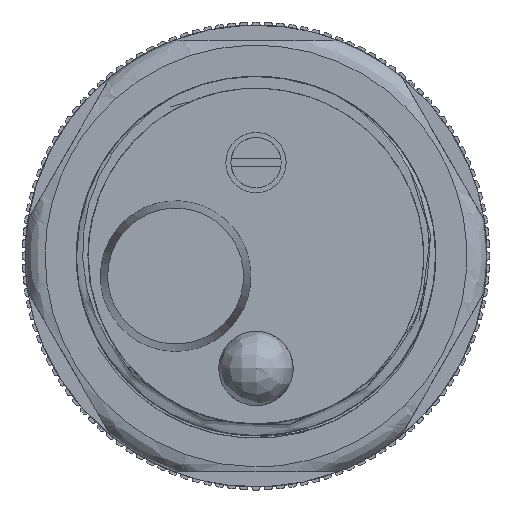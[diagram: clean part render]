
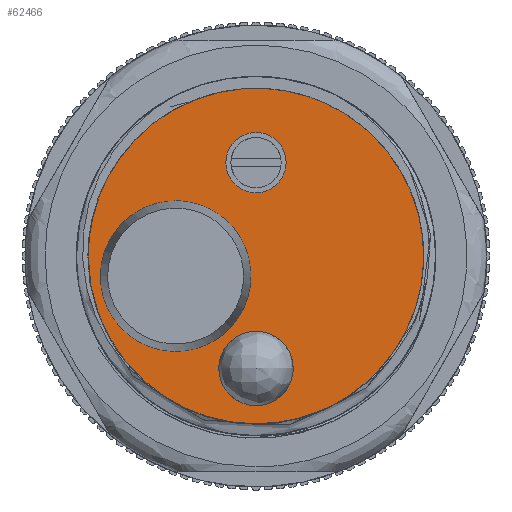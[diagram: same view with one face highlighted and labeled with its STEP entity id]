
A CAD part, left-side view. The second image highlights one B-rep face of the part: STEP entity #62466.
In plain terms, the highlighted free-form (B-spline) face has degree [1, 1] with [2, 2] control points.
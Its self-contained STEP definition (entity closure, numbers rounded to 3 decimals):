
#62019 = VERTEX_POINT('',#62020);
#62020 = CARTESIAN_POINT('',(-46.221,7.654,
    8.889));
#62025 = EDGE_CURVE('',#62019,#62019,#62026,.T.);
#62026 = ( BOUNDED_CURVE() B_SPLINE_CURVE(2,(#62027,#62028,#62029,#62030
    ,#62031,#62032,#62033),.UNSPECIFIED.,.T.,.F.) 
B_SPLINE_CURVE_WITH_KNOTS((3,2,2,3),(3.142,5.236,
7.33,9.425),.PIECEWISE_BEZIER_KNOTS.) CURVE() 
GEOMETRIC_REPRESENTATION_ITEM() RATIONAL_B_SPLINE_CURVE((1.,0.5,1.,0.5,
1.,0.5,1.)) REPRESENTATION_ITEM('') );
#62027 = CARTESIAN_POINT('',(-46.221,7.654,
    8.889));
#62028 = CARTESIAN_POINT('',(-46.221,7.654,
    15.303));
#62029 = CARTESIAN_POINT('',(-46.221,2.099,
    12.096));
#62030 = CARTESIAN_POINT('',(-46.221,-3.457,
    8.889));
#62031 = CARTESIAN_POINT('',(-46.221,2.099,
    5.681));
#62032 = CARTESIAN_POINT('',(-46.221,7.654,
    2.474));
#62033 = CARTESIAN_POINT('',(-46.221,7.654,
    8.889));
#62129 = VERTEX_POINT('',#62130);
#62130 = CARTESIAN_POINT('',(-46.221,1.827,
    4.346));
#62135 = EDGE_CURVE('',#62129,#62129,#62136,.T.);
#62136 = ( BOUNDED_CURVE() B_SPLINE_CURVE(2,(#62137,#62138,#62139,#62140
    ,#62141,#62142,#62143),.UNSPECIFIED.,.T.,.F.) 
B_SPLINE_CURVE_WITH_KNOTS((3,2,2,3),(3.142,5.236,
7.33,9.425),.PIECEWISE_BEZIER_KNOTS.) CURVE() 
GEOMETRIC_REPRESENTATION_ITEM() RATIONAL_B_SPLINE_CURVE((1.,0.5,1.,0.5,
1.,0.5,1.)) REPRESENTATION_ITEM('') );
#62137 = CARTESIAN_POINT('',(-46.221,1.827,
    4.346));
#62138 = CARTESIAN_POINT('',(-46.221,1.827,
    7.51));
#62139 = CARTESIAN_POINT('',(-46.221,-0.914,
    5.928));
#62140 = CARTESIAN_POINT('',(-46.221,-3.654,
    4.346));
#62141 = CARTESIAN_POINT('',(-46.221,-0.914,
    2.763));
#62142 = CARTESIAN_POINT('',(-46.221,1.827,
    1.181));
#62143 = CARTESIAN_POINT('',(-46.221,1.827,
    4.346));
#62355 = VERTEX_POINT('',#62356);
#62356 = CARTESIAN_POINT('',(-46.221,1.481,
    14.469));
#62374 = EDGE_CURVE('',#62355,#62355,#62375,.T.);
#62375 = ( BOUNDED_CURVE() B_SPLINE_CURVE(2,(#62376,#62377,#62378,#62379
    ,#62380,#62381,#62382),.UNSPECIFIED.,.T.,.F.) 
B_SPLINE_CURVE_WITH_KNOTS((3,2,2,3),(3.142,5.236,
7.33,9.425),.PIECEWISE_BEZIER_KNOTS.) CURVE() 
GEOMETRIC_REPRESENTATION_ITEM() RATIONAL_B_SPLINE_CURVE((1.,0.5,1.,0.5,
1.,0.5,1.)) REPRESENTATION_ITEM('') );
#62376 = CARTESIAN_POINT('',(-46.221,1.481,
    14.469));
#62377 = CARTESIAN_POINT('',(-46.221,1.481,
    17.035));
#62378 = CARTESIAN_POINT('',(-46.221,-0.741,
    15.752));
#62379 = CARTESIAN_POINT('',(-46.221,-2.963,
    14.469));
#62380 = CARTESIAN_POINT('',(-46.221,-0.741,
    13.186));
#62381 = CARTESIAN_POINT('',(-46.221,1.481,
    11.903));
#62382 = CARTESIAN_POINT('',(-46.221,1.481,
    14.469));
#62418 = EDGE_CURVE('',#62419,#62419,#62421,.T.);
#62419 = VERTEX_POINT('',#62420);
#62420 = CARTESIAN_POINT('',(-46.221,8.247,
    9.876));
#62421 = ( BOUNDED_CURVE() B_SPLINE_CURVE(2,(#62422,#62423,#62424,#62425
    ,#62426,#62427,#62428),.UNSPECIFIED.,.T.,.F.) 
B_SPLINE_CURVE_WITH_KNOTS((3,2,2,3),(3.142,5.236,
7.33,9.425),.PIECEWISE_BEZIER_KNOTS.) CURVE() 
GEOMETRIC_REPRESENTATION_ITEM() RATIONAL_B_SPLINE_CURVE((1.,0.5,1.,0.5,
1.,0.5,1.)) REPRESENTATION_ITEM('') );
#62422 = CARTESIAN_POINT('',(-46.221,8.247,
    9.876));
#62423 = CARTESIAN_POINT('',(-46.221,8.247,
    -4.407));
#62424 = CARTESIAN_POINT('',(-46.221,-4.123,
    2.734));
#62425 = CARTESIAN_POINT('',(-46.221,-16.493,
    9.876));
#62426 = CARTESIAN_POINT('',(-46.221,-4.123,
    17.018));
#62427 = CARTESIAN_POINT('',(-46.221,8.247,
    24.16));
#62428 = CARTESIAN_POINT('',(-46.221,8.247,
    9.876));
#62466 = ADVANCED_FACE('',(#62467,#62470,#62473,#62476),#62479,.T.);
#62467 = FACE_BOUND('',#62468,.T.);
#62468 = EDGE_LOOP('',(#62469));
#62469 = ORIENTED_EDGE('',*,*,#62418,.T.);
#62470 = FACE_BOUND('',#62471,.T.);
#62471 = EDGE_LOOP('',(#62472));
#62472 = ORIENTED_EDGE('',*,*,#62025,.T.);
#62473 = FACE_BOUND('',#62474,.T.);
#62474 = EDGE_LOOP('',(#62475));
#62475 = ORIENTED_EDGE('',*,*,#62135,.T.);
#62476 = FACE_BOUND('',#62477,.T.);
#62477 = EDGE_LOOP('',(#62478));
#62478 = ORIENTED_EDGE('',*,*,#62374,.T.);
#62479 = B_SPLINE_SURFACE_WITH_KNOTS('',1,1,(
    (#62480,#62481)
    ,(#62482,#62483
  )),.UNSPECIFIED.,.F.,.F.,.F.,(2,2),(2,2),(-8.35,8.35),(-8.35,8.35),
  .PIECEWISE_BEZIER_KNOTS.);
#62480 = CARTESIAN_POINT('',(-46.221,8.247,
    1.63));
#62481 = CARTESIAN_POINT('',(-46.221,8.247,
    18.123));
#62482 = CARTESIAN_POINT('',(-46.221,-8.247,
    1.63));
#62483 = CARTESIAN_POINT('',(-46.221,-8.247,
    18.123));
